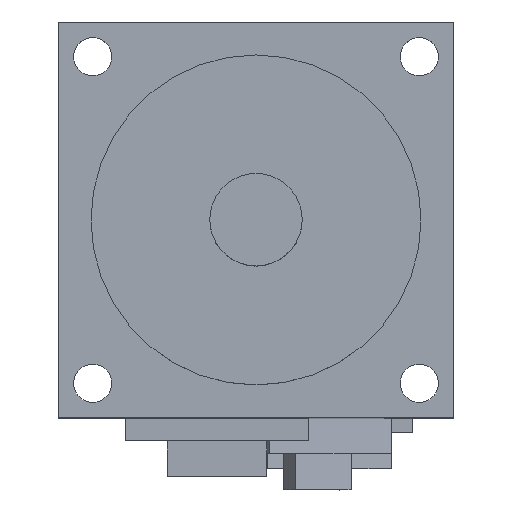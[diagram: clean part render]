
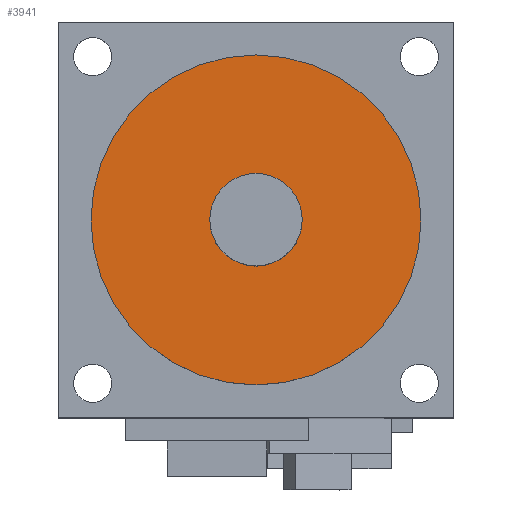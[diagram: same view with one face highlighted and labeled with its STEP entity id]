
A CAD part, top view. The second image highlights one B-rep face of the part: STEP entity #3941.
In plain terms, the highlighted planar face has unit normal (0, 0, 1).
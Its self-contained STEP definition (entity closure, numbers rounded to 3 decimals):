
#1384=CARTESIAN_POINT('',(0.,0.,3.));
#1385=DIRECTION('',(0.,0.,-1.));
#1386=DIRECTION('',(1.,0.,0.));
#1387=AXIS2_PLACEMENT_3D('',#1384,#1385,#1386);
#1389=CARTESIAN_POINT('',(0.,0.,3.));
#1390=DIRECTION('',(0.,0.,-1.));
#1391=DIRECTION('',(-1.,0.,0.));
#1392=AXIS2_PLACEMENT_3D('',#1389,#1390,#1391);
#1394=CARTESIAN_POINT('',(0.,0.,3.));
#1395=DIRECTION('',(0.,0.,1.));
#1396=DIRECTION('',(-1.,0.,0.));
#1397=AXIS2_PLACEMENT_3D('',#1394,#1395,#1396);
#1399=CARTESIAN_POINT('',(0.,0.,3.));
#1400=DIRECTION('',(0.,0.,1.));
#1401=DIRECTION('',(1.,0.,0.));
#1402=AXIS2_PLACEMENT_3D('',#1399,#1400,#1401);
#1862=CARTESIAN_POINT('',(25.,0.,3.));
#1863=VERTEX_POINT('',#1862);
#1864=CARTESIAN_POINT('',(-25.,0.,3.));
#1865=VERTEX_POINT('',#1864);
#1866=CARTESIAN_POINT('',(-7.,0.,3.));
#1867=CARTESIAN_POINT('',(7.,0.,3.));
#1868=VERTEX_POINT('',#1866);
#1869=VERTEX_POINT('',#1867);
#3926=CARTESIAN_POINT('',(0.,0.,3.));
#3927=DIRECTION('',(0.,0.,1.));
#3928=DIRECTION('',(-1.,0.,0.));
#3929=AXIS2_PLACEMENT_3D('',#3926,#3927,#3928);
#3930=PLANE('',#3929);
#3931=ORIENTED_EDGE('',*,*,#3906,.T.);
#3932=ORIENTED_EDGE('',*,*,#3920,.T.);
#3933=EDGE_LOOP('',(#3931,#3932));
#3934=FACE_OUTER_BOUND('',#3933,.F.);
#3936=ORIENTED_EDGE('',*,*,#3935,.T.);
#3938=ORIENTED_EDGE('',*,*,#3937,.T.);
#3939=EDGE_LOOP('',(#3936,#3938));
#3940=FACE_BOUND('',#3939,.F.);
#3941=ADVANCED_FACE('',(#3934,#3940),#3930,.T.);
#1388=CIRCLE('',#1387,25.);
#1393=CIRCLE('',#1392,25.);
#1398=CIRCLE('',#1397,7.);
#1403=CIRCLE('',#1402,7.);
#3906=EDGE_CURVE('',#1863,#1865,#1388,.T.);
#3920=EDGE_CURVE('',#1865,#1863,#1393,.T.);
#3935=EDGE_CURVE('',#1868,#1869,#1398,.T.);
#3937=EDGE_CURVE('',#1869,#1868,#1403,.T.);
